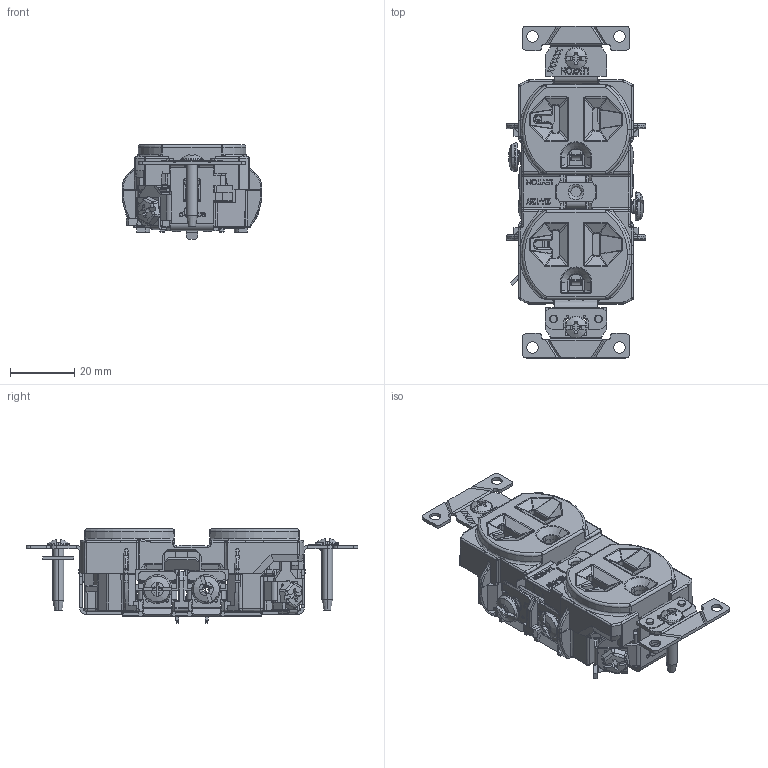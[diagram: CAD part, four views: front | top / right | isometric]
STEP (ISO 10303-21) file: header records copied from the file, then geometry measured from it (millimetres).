
FILE_DESCRIPTION (( 'STEP AP214' ), '1' );
FILE_NAME ('ORA4993-M01 (Default S1).STEP', '2017-06-13T16:28:06', ( '' ), ( '' ), 'SwSTEP 2.0', 'SolidWorks 2015', '' );
FILE_SCHEMA (( 'AUTOMOTIVE_DESIGN' ));
Length unit declared in the file: millimetre
Products named in the file (1): ORA4993-M01 (Default S1)
Bounding box: 43.43 x 103.17 x 29.36 mm (x, y, z)
Surface area: 22206.9 mm2 (no closed solid volume)
Topology: 0 solids, 54 shells, 2840 faces, 10915 edges, 7859 vertices
Faces by surface type: plane 1551, cylinder 580, bspline 573, cone 58, torus 40, sphere 38
Entity records: 172323 total; most frequent: CARTESIAN_POINT 57884, ORIENTED_EDGE 16841, DIRECTION 14718, EDGE_CURVE 10899, VERTEX_POINT 7859, LINE 7260, VECTOR 7260, AXIS2_PLACEMENT_3D 3729
